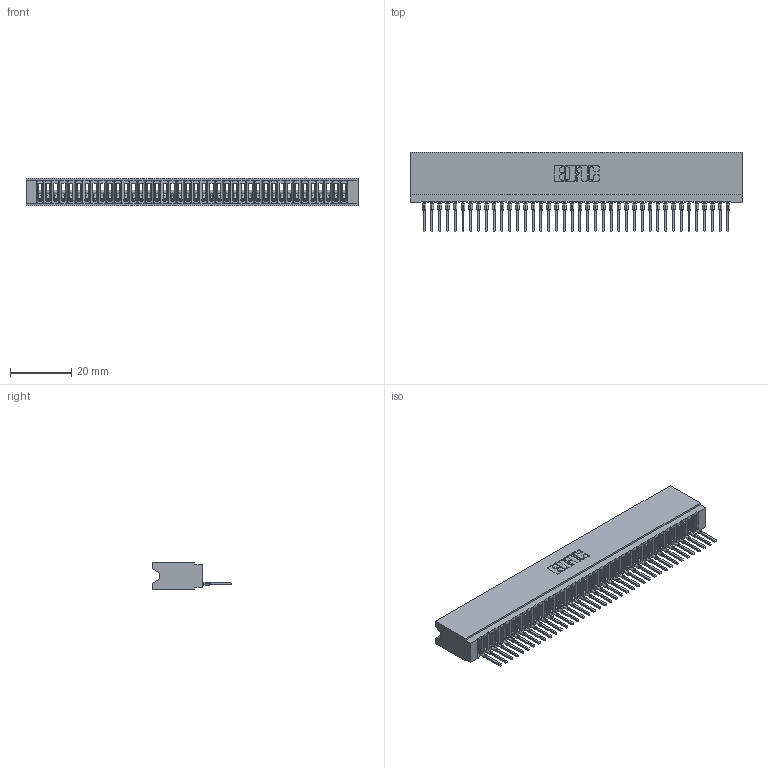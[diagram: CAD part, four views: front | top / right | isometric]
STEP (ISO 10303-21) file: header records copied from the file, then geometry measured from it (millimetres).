
FILE_DESCRIPTION (( 'STEP AP203' ), '1' );
FILE_NAME ('745-040-522-106.STEP', '2026-02-25T19:04:49', ( '' ), ( '' ), 'SwSTEP 2.0', 'SolidWorks 2023', '' );
FILE_SCHEMA (( 'CONFIG_CONTROL_DESIGN' ));
Length unit declared in the file: millimetre
Products named in the file (3): 745-040-522-106; 745-292-001_522; 745 Part_Insulator Option - 06
Assembly tree (41 placements, depth 2):
  745-040-522-106
    745 Part_Insulator Option - 06
    745-292-001_522  x40
Bounding box: 108.2 x 25.92 x 8.89 mm (x, y, z)
Volume: 9384.6 mm3; surface area: 17573.4 mm2
Topology: 41 solids, 41 shells, 4576 faces, 12580 edges, 7932 vertices
Faces by surface type: plane 2736, cylinder 800, bspline 800, torus 240
Entity records: 66354 total; most frequent: CARTESIAN_POINT 12194, ORIENTED_EDGE 11666, DIRECTION 10113, EDGE_CURVE 5833, VECTOR 5411, LINE 5411, VERTEX_POINT 3720, AXIS2_PLACEMENT_3D 2351
